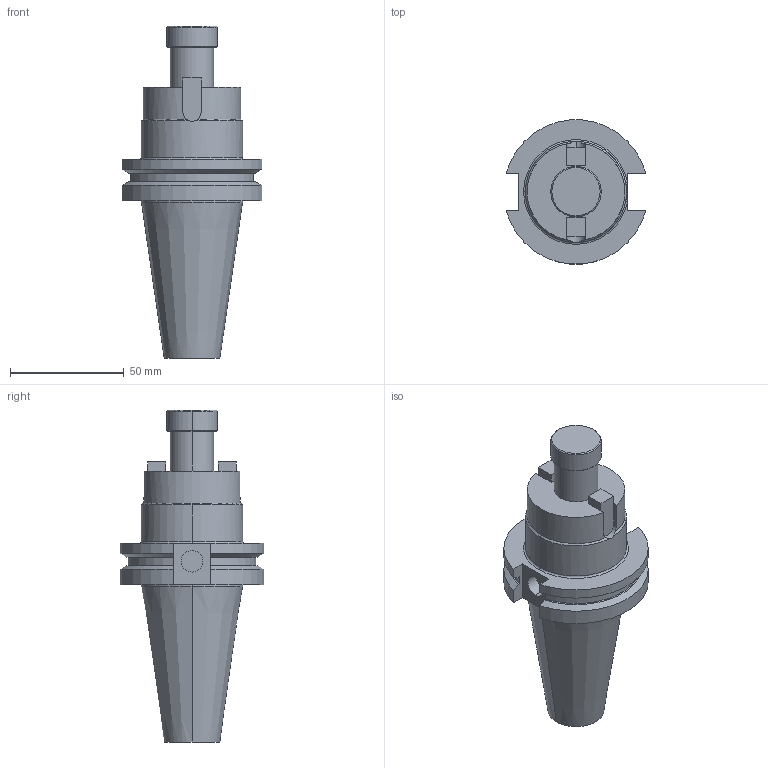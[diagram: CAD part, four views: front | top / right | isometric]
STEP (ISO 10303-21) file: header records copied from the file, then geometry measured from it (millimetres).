
FILE_DESCRIPTION (( 'STEP AP203' ), '1' );
FILE_NAME ('STP-5043-151-A48-200-1(43.151.64.200).STEP', '2021-06-10T01:42:29', ( '' ), ( '' ), 'SwSTEP 2.0', 'SolidWorks 2017', '' );
FILE_SCHEMA (( 'CONFIG_CONTROL_DESIGN' ));
Length unit declared in the file: millimetre
Products named in the file (1): STP-5043-151-A48-200-1(43.151.64.200)
Bounding box: 61.35 x 63.26 x 145.9 mm (x, y, z)
Volume: 165489.7 mm3; surface area: 27659 mm2
Topology: 4 solids, 4 shells, 85 faces, 204 edges, 131 vertices
Faces by surface type: plane 36, cylinder 31, cone 15, torus 2, bspline 1
Entity records: 2632 total; most frequent: CARTESIAN_POINT 561, DIRECTION 428, ORIENTED_EDGE 404, EDGE_CURVE 202, AXIS2_PLACEMENT_3D 162, VERTEX_POINT 131, VECTOR 104, LINE 104
